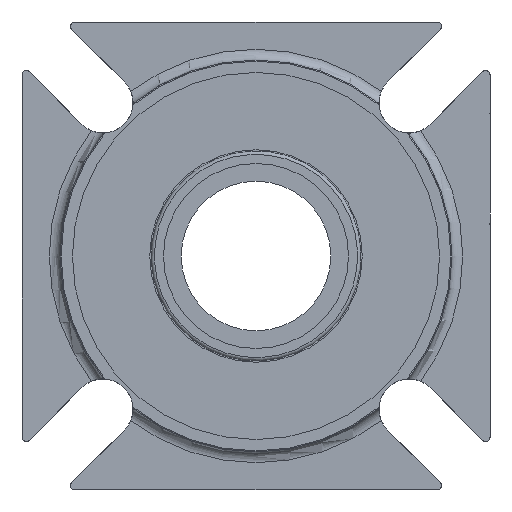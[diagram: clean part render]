
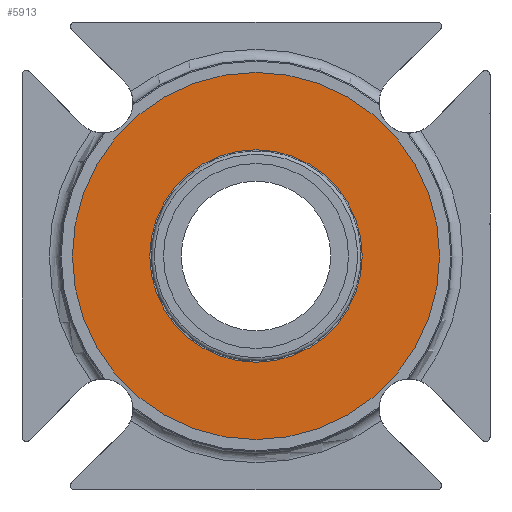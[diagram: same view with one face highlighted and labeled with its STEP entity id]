
A CAD part, left-side view. The second image highlights one B-rep face of the part: STEP entity #5913.
In plain terms, the highlighted planar face has unit normal (-1, 0, 0).
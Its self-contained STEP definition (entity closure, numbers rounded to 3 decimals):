
#678=PLANE('',#6198);
#785=ORIENTED_EDGE('',*,*,#1990,.T.);
#786=ORIENTED_EDGE('',*,*,#1991,.T.);
#1990=EDGE_CURVE('',#2598,#2598,#3006,.T.);
#1991=EDGE_CURVE('',#2599,#2599,#3007,.T.);
#2598=VERTEX_POINT('',#8052);
#2599=VERTEX_POINT('',#8055);
#3006=CIRCLE('',#6197,24.803);
#3007=CIRCLE('',#6199,42.863);
#3265=EDGE_LOOP('',(#785));
#3266=EDGE_LOOP('',(#786));
#3609=FACE_BOUND('',#3265,.T.);
#3610=FACE_BOUND('',#3266,.T.);
#5913=ADVANCED_FACE('',(#3609,#3610),#678,.F.);
#6197=AXIS2_PLACEMENT_3D('',#8051,#6765,#6766);
#6198=AXIS2_PLACEMENT_3D('',#8053,#6767,#6768);
#6199=AXIS2_PLACEMENT_3D('',#8054,#6769,#6770);
#6765=DIRECTION('',(1.,0.,0.));
#6766=DIRECTION('',(0.,1.,0.));
#6767=DIRECTION('',(1.,0.,0.));
#6768=DIRECTION('',(0.,0.,1.));
#6769=DIRECTION('',(-1.,0.,0.));
#6770=DIRECTION('',(0.,0.,-1.));
#8051=CARTESIAN_POINT('',(-0.508,0.,0.));
#8052=CARTESIAN_POINT('',(-0.508,24.803,0.));
#8053=CARTESIAN_POINT('',(-0.508,0.,-42.863));
#8054=CARTESIAN_POINT('',(-0.508,0.,0.));
#8055=CARTESIAN_POINT('',(-0.508,0.,-42.863));
